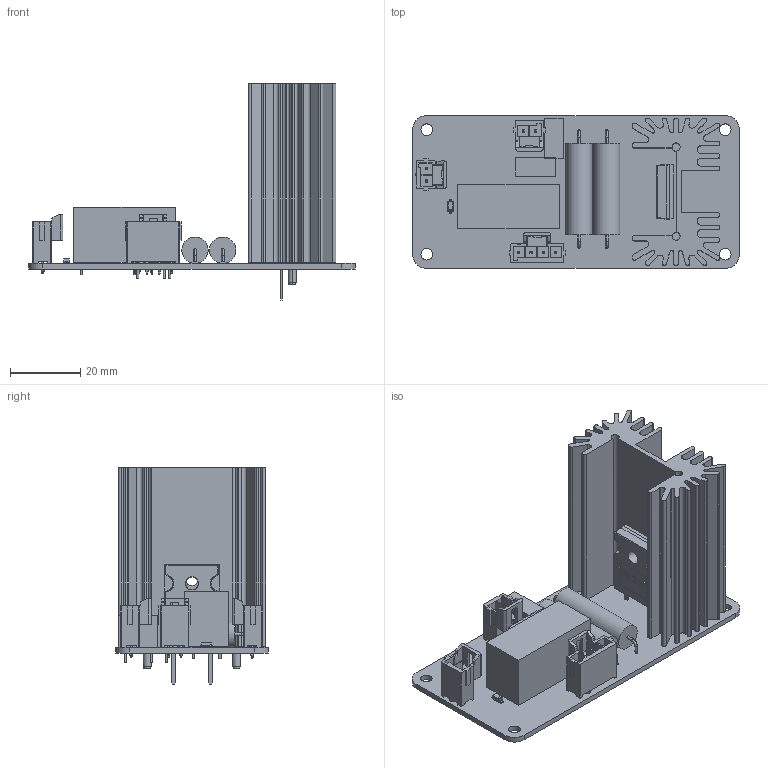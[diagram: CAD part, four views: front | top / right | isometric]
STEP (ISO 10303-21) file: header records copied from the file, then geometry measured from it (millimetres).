
FILE_DESCRIPTION(('FreeCAD Model'),'2;1');
FILE_NAME('discharge_circuit_3d_model.step','2017-12-27T21:10:03',(''),('') ,'Open CASCADE STEP processor 6.8','FreeCAD','Unknown');
FILE_SCHEMA(('AUTOMOTIVE_DESIGN_CC2 { 1 2 10303 214 -1 1 5 4 }'));
Length unit declared in the file: millimetre
Products named in the file (12): Pcb; Part_1_; part_sp_; RA-T2X-51E_sp003_; Part_1_001; DO-215AD002_sp_; Part_1_002; TIP_144_sp_; Ultrafit-2_; part_sp_001; Ultrafit-2_001; 1722861104_
Bounding box: 93 x 43.5 x 61.66 mm (x, y, z)
Volume: 37769.9 mm3; surface area: 34726.2 mm2
Topology: 16 solids, 16 shells, 1164 faces, 3089 edges, 1998 vertices
Faces by surface type: plane 716, cylinder 381, bspline 43, torus 10, sphere 10, cone 4
Full cylindrical faces by diameter (mm): 0.6 x4, 0.8 x6, 1.02 x8, 1.1 x4, 1.3 x8, 1.6 x3, 3.264 x4, 3.5 x1, 6.557 x1, 7.493 x2
Entity records: 39069 total; most frequent: CARTESIAN_POINT 7173, ORIENTED_EDGE 6162, DIRECTION 5963, EDGE_CURVE 3081, LINE 2199, VECTOR 2199, VERTEX_POINT 1998, AXIS2_PLACEMENT_3D 1882
